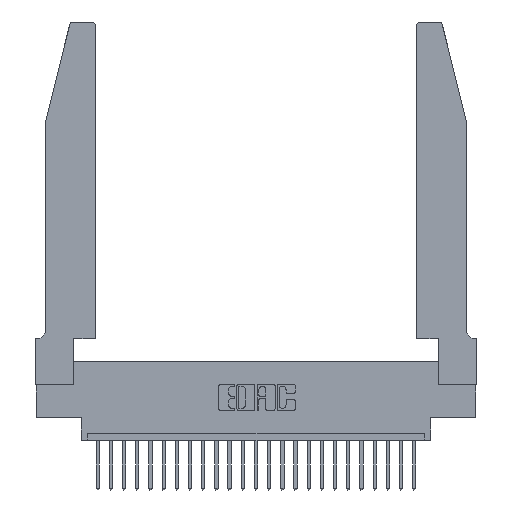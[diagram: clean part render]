
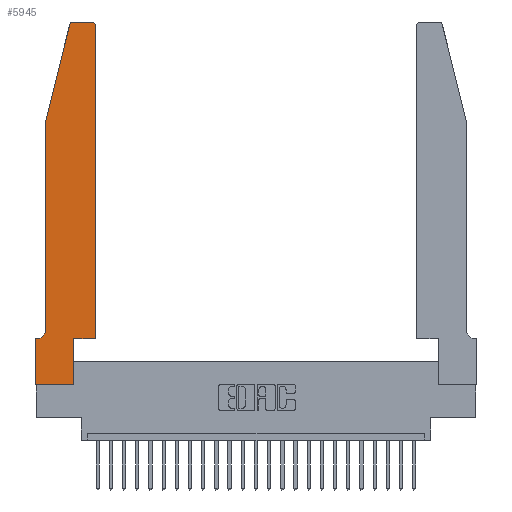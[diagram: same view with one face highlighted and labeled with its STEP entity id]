
A CAD part, top view. The second image highlights one B-rep face of the part: STEP entity #5945.
In plain terms, the highlighted planar face has unit normal (0, 0, 1).
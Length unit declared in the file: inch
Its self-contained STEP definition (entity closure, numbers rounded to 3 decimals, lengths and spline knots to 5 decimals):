
#292 = CARTESIAN_POINT ( 'NONE',  ( 0., 0., 0.37 ) ) ;
#728 = DIRECTION ( 'NONE',  ( 1., 0., 0. ) ) ;
#915 = VECTOR ( 'NONE', #728, 39.37008 ) ;
#1050 = EDGE_CURVE ( 'NONE', #7131, #23157, #9591, .T. ) ;
#1058 = CARTESIAN_POINT ( 'NONE',  ( 0.0755, 2., 0.37 ) ) ;
#1227 = CARTESIAN_POINT ( 'NONE',  ( 0.4505, 0.35, 0.37 ) ) ;
#1320 = EDGE_CURVE ( 'NONE', #23351, #20984, #25287, .T. ) ;
#1447 = CARTESIAN_POINT ( 'NONE',  ( 0.0755, 0.42, 0.37 ) ) ;
#1633 = AXIS2_PLACEMENT_3D ( 'NONE', #4672, #24757, #10765 ) ;
#1723 = ORIENTED_EDGE ( 'NONE', *, *, #22127, .T. ) ;
#1816 = LINE ( 'NONE', #23506, #15653 ) ;
#2215 = ORIENTED_EDGE ( 'NONE', *, *, #11350, .T. ) ;
#2283 = VECTOR ( 'NONE', #22517, 39.37008 ) ;
#2438 = AXIS2_PLACEMENT_3D ( 'NONE', #8546, #22739, #2891 ) ;
#2547 = ORIENTED_EDGE ( 'NONE', *, *, #7317, .T. ) ;
#2664 = DIRECTION ( 'NONE',  ( 0., -1., 0. ) ) ;
#2702 = ORIENTED_EDGE ( 'NONE', *, *, #1320, .T. ) ;
#2783 = CIRCLE ( 'NONE', #2438, 0.03 ) ;
#2814 = ORIENTED_EDGE ( 'NONE', *, *, #1050, .T. ) ;
#2891 = DIRECTION ( 'NONE',  ( 1., 0., 0. ) ) ;
#2894 = CARTESIAN_POINT ( 'NONE',  ( 0.4205, 2.75, 0.37 ) ) ;
#3018 = VECTOR ( 'NONE', #10777, 39.37008 ) ;
#3098 = ORIENTED_EDGE ( 'NONE', *, *, #20095, .T. ) ;
#3465 = VERTEX_POINT ( 'NONE', #21878 ) ;
#3838 = DIRECTION ( 'NONE',  ( -0.239, -0.971, 0. ) ) ;
#3976 = CARTESIAN_POINT ( 'NONE',  ( 0.0755, 0.35, 0.37 ) ) ;
#4086 = PLANE ( 'NONE',  #12351 ) ;
#4672 = CARTESIAN_POINT ( 'NONE',  ( 0.4205, 2.72, 0.37 ) ) ;
#4784 = CARTESIAN_POINT ( 'NONE',  ( 0., 0., 0.37 ) ) ;
#5171 = CARTESIAN_POINT ( 'NONE',  ( 0.4505, 2.72, 0.37 ) ) ;
#5945 = ADVANCED_FACE ( 'NONE', ( #13790 ), #4086, .T. ) ;
#6063 = EDGE_CURVE ( 'NONE', #3465, #20380, #16310, .T. ) ;
#6311 = CARTESIAN_POINT ( 'NONE',  ( 0.0055, 0.35, 0.37 ) ) ;
#6571 = EDGE_CURVE ( 'NONE', #20897, #7131, #2783, .T. ) ;
#6702 = VERTEX_POINT ( 'NONE', #6311 ) ;
#7131 = VERTEX_POINT ( 'NONE', #23843 ) ;
#7317 = EDGE_CURVE ( 'NONE', #6702, #21539, #25020, .T. ) ;
#7776 = VECTOR ( 'NONE', #23338, 39.37008 ) ;
#8277 = LINE ( 'NONE', #14893, #2283 ) ;
#8546 = CARTESIAN_POINT ( 'NONE',  ( 0.284, 2.72, 0.37 ) ) ;
#8570 = EDGE_CURVE ( 'NONE', #20380, #23351, #25611, .T. ) ;
#8578 = CARTESIAN_POINT ( 'NONE',  ( 0.2865, 0.35, 0.37 ) ) ;
#9591 = LINE ( 'NONE', #1058, #14582 ) ;
#9753 = AXIS2_PLACEMENT_3D ( 'NONE', #21326, #25520, #19478 ) ;
#10190 = VERTEX_POINT ( 'NONE', #1447 ) ;
#10201 = CARTESIAN_POINT ( 'NONE',  ( 0.0755, 2., 0.37 ) ) ;
#10355 = CARTESIAN_POINT ( 'NONE',  ( 0., 0.35, 0.37 ) ) ;
#10405 = CARTESIAN_POINT ( 'NONE',  ( 0.284, 2.75, 0.37 ) ) ;
#10562 = ORIENTED_EDGE ( 'NONE', *, *, #20721, .T. ) ;
#10636 = CARTESIAN_POINT ( 'NONE',  ( 0., 0.35, 0.37 ) ) ;
#10765 = DIRECTION ( 'NONE',  ( 1., 0., 0. ) ) ;
#10777 = DIRECTION ( 'NONE',  ( 0., 1., 0. ) ) ;
#10802 = VECTOR ( 'NONE', #2664, 39.37008 ) ;
#11350 = EDGE_CURVE ( 'NONE', #21539, #23120, #23323, .T. ) ;
#11365 = DIRECTION ( 'NONE',  ( -1., 0., 0. ) ) ;
#11633 = EDGE_CURVE ( 'NONE', #23157, #10190, #8277, .T. ) ;
#12280 = VERTEX_POINT ( 'NONE', #24047 ) ;
#12351 = AXIS2_PLACEMENT_3D ( 'NONE', #10355, #18039, #24326 ) ;
#12643 = CARTESIAN_POINT ( 'NONE',  ( 0.4505, 0.35, 0.37 ) ) ;
#13687 = LINE ( 'NONE', #8578, #3018 ) ;
#13790 = FACE_OUTER_BOUND ( 'NONE', #19324, .T. ) ;
#13857 = CIRCLE ( 'NONE', #9753, 0.07 ) ;
#14582 = VECTOR ( 'NONE', #3838, 39.37008 ) ;
#14893 = CARTESIAN_POINT ( 'NONE',  ( 0.0755, 2., 0.37 ) ) ;
#15653 = VECTOR ( 'NONE', #11365, 39.37008 ) ;
#16310 = LINE ( 'NONE', #12643, #17562 ) ;
#16324 = LINE ( 'NONE', #4784, #915 ) ;
#16958 = CARTESIAN_POINT ( 'NONE',  ( 0., 0., 0.37 ) ) ;
#17562 = VECTOR ( 'NONE', #19008, 39.37008 ) ;
#18039 = DIRECTION ( 'NONE',  ( 0., 0., 1. ) ) ;
#19008 = DIRECTION ( 'NONE',  ( 1., 0., 0. ) ) ;
#19059 = VECTOR ( 'NONE', #20018, 39.37008 ) ;
#19324 = EDGE_LOOP ( 'NONE', ( #10562, #23960, #2814, #24929, #20939, #2547, #2215, #3098, #1723, #20680, #21298, #2702 ) ) ;
#19478 = DIRECTION ( 'NONE',  ( -1., 0., 0. ) ) ;
#20018 = DIRECTION ( 'NONE',  ( -1., 0., 0. ) ) ;
#20095 = EDGE_CURVE ( 'NONE', #23120, #12280, #16324, .T. ) ;
#20380 = VERTEX_POINT ( 'NONE', #20998 ) ;
#20680 = ORIENTED_EDGE ( 'NONE', *, *, #6063, .T. ) ;
#20721 = EDGE_CURVE ( 'NONE', #20984, #20897, #1816, .T. ) ;
#20897 = VERTEX_POINT ( 'NONE', #10405 ) ;
#20939 = ORIENTED_EDGE ( 'NONE', *, *, #25278, .T. ) ;
#20984 = VERTEX_POINT ( 'NONE', #2894 ) ;
#20998 = CARTESIAN_POINT ( 'NONE',  ( 0.4505, 0.35, 0.37 ) ) ;
#21298 = ORIENTED_EDGE ( 'NONE', *, *, #8570, .T. ) ;
#21326 = CARTESIAN_POINT ( 'NONE',  ( 0.0055, 0.42, 0.37 ) ) ;
#21539 = VERTEX_POINT ( 'NONE', #10636 ) ;
#21878 = CARTESIAN_POINT ( 'NONE',  ( 0.2865, 0.35, 0.37 ) ) ;
#22127 = EDGE_CURVE ( 'NONE', #12280, #3465, #13687, .T. ) ;
#22517 = DIRECTION ( 'NONE',  ( 0., -1., 0. ) ) ;
#22739 = DIRECTION ( 'NONE',  ( 0., 0., 1. ) ) ;
#23120 = VERTEX_POINT ( 'NONE', #292 ) ;
#23157 = VERTEX_POINT ( 'NONE', #10201 ) ;
#23323 = LINE ( 'NONE', #16958, #10802 ) ;
#23338 = DIRECTION ( 'NONE',  ( 0., 1., 0. ) ) ;
#23351 = VERTEX_POINT ( 'NONE', #5171 ) ;
#23506 = CARTESIAN_POINT ( 'NONE',  ( 0.2605, 2.75, 0.37 ) ) ;
#23843 = CARTESIAN_POINT ( 'NONE',  ( 0.25487, 2.72718, 0.37 ) ) ;
#23960 = ORIENTED_EDGE ( 'NONE', *, *, #6571, .T. ) ;
#24047 = CARTESIAN_POINT ( 'NONE',  ( 0.2865, 0., 0.37 ) ) ;
#24326 = DIRECTION ( 'NONE',  ( 1., 0., 0. ) ) ;
#24757 = DIRECTION ( 'NONE',  ( 0., 0., 1. ) ) ;
#24929 = ORIENTED_EDGE ( 'NONE', *, *, #11633, .T. ) ;
#25020 = LINE ( 'NONE', #3976, #19059 ) ;
#25278 = EDGE_CURVE ( 'NONE', #10190, #6702, #13857, .T. ) ;
#25287 = CIRCLE ( 'NONE', #1633, 0.03 ) ;
#25520 = DIRECTION ( 'NONE',  ( 0., 0., -1. ) ) ;
#25611 = LINE ( 'NONE', #1227, #7776 ) ;
